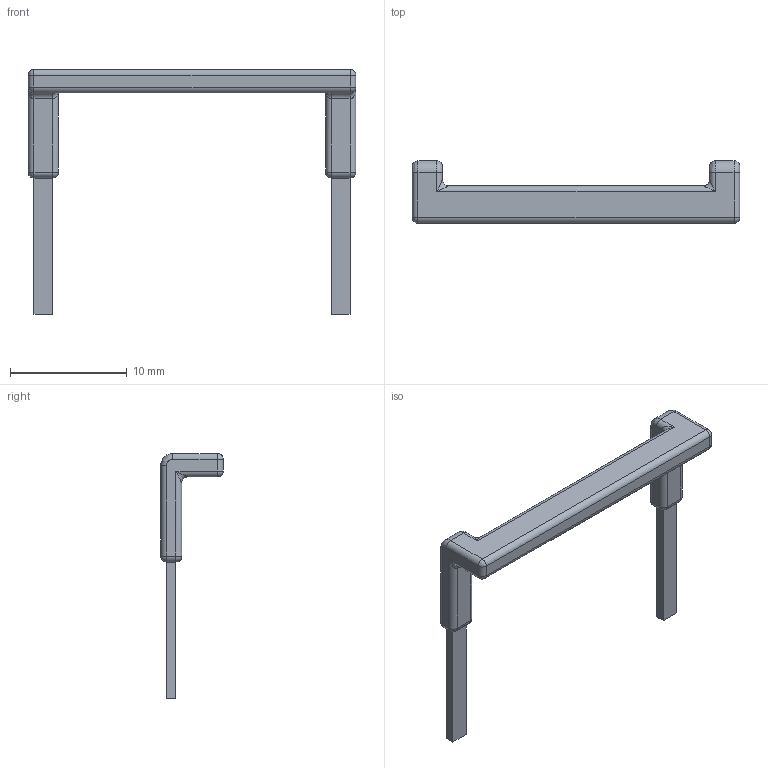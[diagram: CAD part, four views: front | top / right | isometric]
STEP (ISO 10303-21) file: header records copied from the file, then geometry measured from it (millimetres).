
FILE_DESCRIPTION(('CATIA V5R24 STEP','CAx-IF Rec.Pracs.--- Model Styling and Organization---1.2---2011-12-15'),'2;1');
FILE_NAME ('7482581_3', '2018-01-22T11:49:57+00:00', ('Weidmueller Interface'), ('Weidmueller'), 'CATIA Version 5-6 Release 2014 SP4', 'CATIA V5 STEP AP214', 'none');
FILE_SCHEMA(('AUTOMOTIVE_DESIGN { 1 0 10303 214 1 1 1 1 }'));
Length unit declared in the file: millimetre
Products named in the file (1): 8870850000
Bounding box: 28.1 x 5.35 x 21 mm (x, y, z)
Volume: 288.7 mm3; surface area: 540.5 mm2
Topology: 3 solids, 3 shells, 88 faces, 203 edges, 113 vertices
Faces by surface type: cylinder 38, plane 26, sphere 12, bspline 10, torus 2
Entity records: 3355 total; most frequent: CARTESIAN_POINT 1457, ORIENTED_EDGE 390, DIRECTION 300, EDGE_CURVE 195, AXIS2_PLACEMENT_3D 119, VERTEX_POINT 113, VECTOR 112, LINE 112
